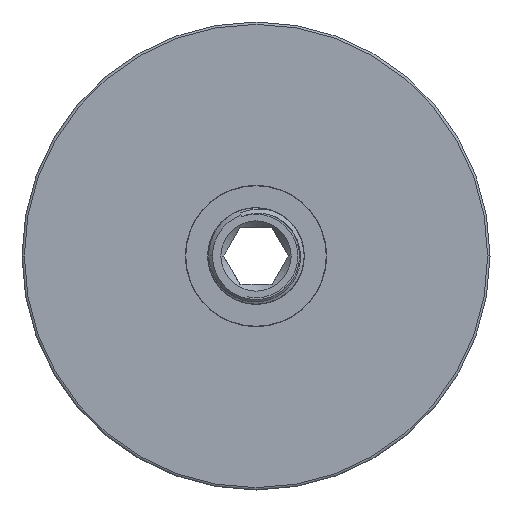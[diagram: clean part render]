
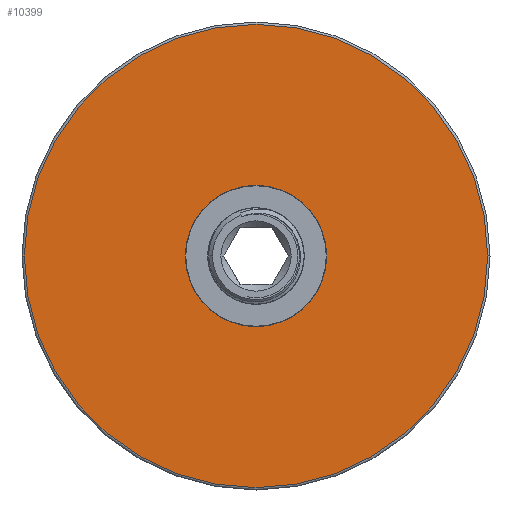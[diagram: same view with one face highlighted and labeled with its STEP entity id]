
A CAD part, front view. The second image highlights one B-rep face of the part: STEP entity #10399.
In plain terms, the highlighted planar face has unit normal (0, -1, 0).
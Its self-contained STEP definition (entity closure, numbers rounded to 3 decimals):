
#9117=CARTESIAN_POINT('',(0.,0.,0.));
#9118=DIRECTION('',(0.,1.,0.));
#9119=DIRECTION('',(1.,0.,0.));
#9120=AXIS2_PLACEMENT_3D('',#9117,#9118,#9119);
#9122=CARTESIAN_POINT('',(0.,0.,0.));
#9123=DIRECTION('',(0.,1.,0.));
#9124=DIRECTION('',(-1.,0.,0.));
#9125=AXIS2_PLACEMENT_3D('',#9122,#9123,#9124);
#9127=CARTESIAN_POINT('',(0.,0.,0.));
#9128=DIRECTION('',(0.,1.,0.));
#9129=DIRECTION('',(1.,0.,0.));
#9130=AXIS2_PLACEMENT_3D('',#9127,#9128,#9129);
#9132=CARTESIAN_POINT('',(0.,0.,0.));
#9133=DIRECTION('',(0.,1.,0.));
#9134=DIRECTION('',(-1.,0.,0.));
#9135=AXIS2_PLACEMENT_3D('',#9132,#9133,#9134);
#10252=CARTESIAN_POINT('',(15.1,0.,0.));
#10253=CARTESIAN_POINT('',(-15.1,0.,0.));
#10254=VERTEX_POINT('',#10252);
#10255=VERTEX_POINT('',#10253);
#10260=CARTESIAN_POINT('',(49.5,0.,0.));
#10261=CARTESIAN_POINT('',(-49.5,0.,0.));
#10262=VERTEX_POINT('',#10260);
#10263=VERTEX_POINT('',#10261);
#10384=CARTESIAN_POINT('',(0.,0.,0.));
#10385=DIRECTION('',(0.,-1.,0.));
#10386=DIRECTION('',(-1.,0.,0.));
#10387=AXIS2_PLACEMENT_3D('',#10384,#10385,#10386);
#10388=PLANE('',#10387);
#10389=ORIENTED_EDGE('',*,*,#10351,.T.);
#10390=ORIENTED_EDGE('',*,*,#10366,.T.);
#10391=EDGE_LOOP('',(#10389,#10390));
#10392=FACE_OUTER_BOUND('',#10391,.F.);
#10394=ORIENTED_EDGE('',*,*,#10393,.F.);
#10396=ORIENTED_EDGE('',*,*,#10395,.F.);
#10397=EDGE_LOOP('',(#10394,#10396));
#10398=FACE_BOUND('',#10397,.F.);
#9121=CIRCLE('',#9120,15.1);
#9126=CIRCLE('',#9125,15.1);
#9131=CIRCLE('',#9130,49.5);
#9136=CIRCLE('',#9135,49.5);
#10351=EDGE_CURVE('',#10262,#10263,#9131,.T.);
#10366=EDGE_CURVE('',#10263,#10262,#9136,.T.);
#10393=EDGE_CURVE('',#10254,#10255,#9121,.T.);
#10395=EDGE_CURVE('',#10255,#10254,#9126,.T.);
#10399=ADVANCED_FACE('',(#10392,#10398),#10388,.T.);
